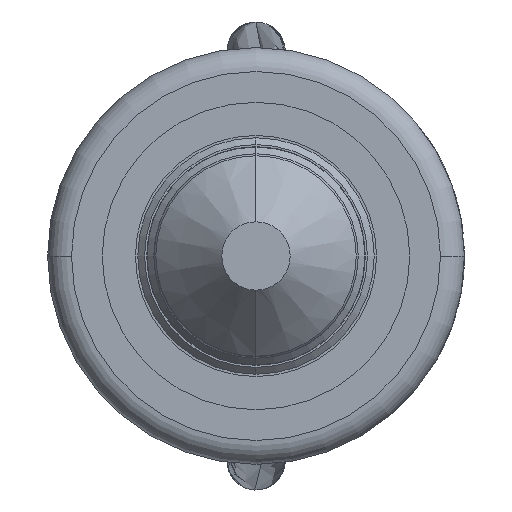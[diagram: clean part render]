
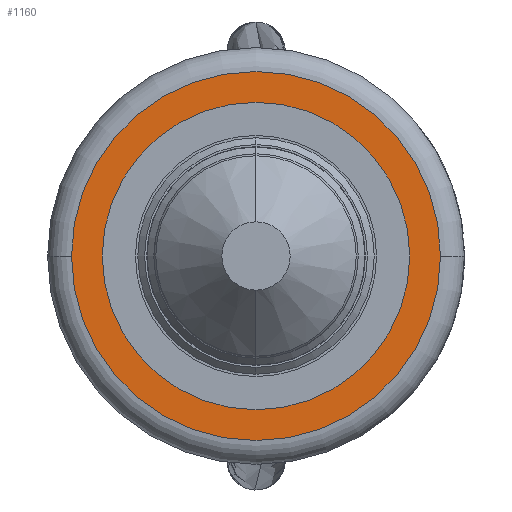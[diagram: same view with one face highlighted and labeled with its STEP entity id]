
A CAD part, left-side view. The second image highlights one B-rep face of the part: STEP entity #1160.
In plain terms, the highlighted face is planar.
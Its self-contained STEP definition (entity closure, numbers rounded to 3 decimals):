
#1160 = ADVANCED_FACE ( 'NONE', ( #11942 ), #10585, .T. ) ;
#1342 = EDGE_CURVE ( 'NONE', #4331, #7383, #13063, .T. ) ;
#2389 = DIRECTION ( 'NONE',  ( 0., 0., 1. ) ) ;
#2634 = CARTESIAN_POINT ( 'NONE',  ( 0., 13.9, 0. ) ) ;
#2788 = EDGE_LOOP ( 'NONE', ( #21493, #14069 ) ) ;
#4331 = VERTEX_POINT ( 'NONE', #15969 ) ;
#4509 = CIRCLE ( 'NONE', #12833, 2.7 ) ;
#5246 = CARTESIAN_POINT ( 'NONE',  ( 0., 13.9, -2.7 ) ) ;
#5711 = AXIS2_PLACEMENT_3D ( 'NONE', #14203, #16035, #7064 ) ;
#7064 = DIRECTION ( 'NONE',  ( 0., 0., 1. ) ) ;
#7383 = VERTEX_POINT ( 'NONE', #5246 ) ;
#9626 = CARTESIAN_POINT ( 'NONE',  ( 0., 13.9, 0. ) ) ;
#10585 = PLANE ( 'NONE',  #5711 ) ;
#11402 = DIRECTION ( 'NONE',  ( 0., 1., 0. ) ) ;
#11942 = FACE_OUTER_BOUND ( 'NONE', #2788, .T. ) ;
#12833 = AXIS2_PLACEMENT_3D ( 'NONE', #2634, #19152, #20919 ) ;
#13063 = CIRCLE ( 'NONE', #16886, 2.7 ) ;
#14069 = ORIENTED_EDGE ( 'NONE', *, *, #17743, .T. ) ;
#14203 = CARTESIAN_POINT ( 'NONE',  ( 0., 13.9, 0. ) ) ;
#15969 = CARTESIAN_POINT ( 'NONE',  ( 0., 13.9, 2.7 ) ) ;
#16035 = DIRECTION ( 'NONE',  ( 0., 1., 0. ) ) ;
#16886 = AXIS2_PLACEMENT_3D ( 'NONE', #9626, #11402, #2389 ) ;
#17743 = EDGE_CURVE ( 'NONE', #7383, #4331, #4509, .T. ) ;
#19152 = DIRECTION ( 'NONE',  ( 0., 1., 0. ) ) ;
#20919 = DIRECTION ( 'NONE',  ( 0., 0., 1. ) ) ;
#21493 = ORIENTED_EDGE ( 'NONE', *, *, #1342, .T. ) ;
